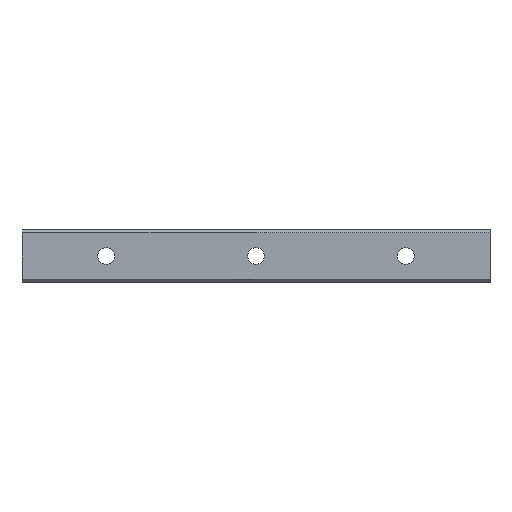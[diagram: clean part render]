
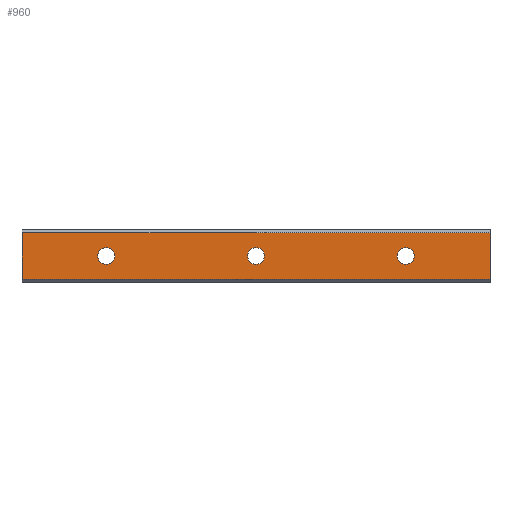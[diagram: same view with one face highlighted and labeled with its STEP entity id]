
A CAD part, front view. The second image highlights one B-rep face of the part: STEP entity #960.
In plain terms, the highlighted planar face has unit normal (0, -1, 0).
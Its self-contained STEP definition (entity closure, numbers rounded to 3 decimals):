
#18 = DIRECTION ( 'NONE',  ( 0., 0., 1. ) ) ;
#39 = AXIS2_PLACEMENT_3D ( 'NONE', #192, #1289, #1678 ) ;
#42 = DIRECTION ( 'NONE',  ( 0., 0., 1. ) ) ;
#43 = EDGE_CURVE ( 'NONE', #447, #1039, #1235, .T. ) ;
#63 = VERTEX_POINT ( 'NONE', #625 ) ;
#73 = VECTOR ( 'NONE', #374, 1000. ) ;
#96 = DIRECTION ( 'NONE',  ( 0., 0., 1. ) ) ;
#97 = LINE ( 'NONE', #1206, #73 ) ;
#151 = CARTESIAN_POINT ( 'NONE',  ( -45., 0., -12.5 ) ) ;
#176 = EDGE_LOOP ( 'NONE', ( #499, #1015 ) ) ;
#181 = CARTESIAN_POINT ( 'NONE',  ( 160., 0., -4.5 ) ) ;
#185 = CARTESIAN_POINT ( 'NONE',  ( 205., 0., -12.5 ) ) ;
#189 = VERTEX_POINT ( 'NONE', #1065 ) ;
#192 = CARTESIAN_POINT ( 'NONE',  ( 0., 0., 0. ) ) ;
#219 = CIRCLE ( 'NONE', #39, 4.5 ) ;
#253 = CARTESIAN_POINT ( 'NONE',  ( 205., 0., 12.5 ) ) ;
#275 = EDGE_LOOP ( 'NONE', ( #1425, #1464, #1455, #1556 ) ) ;
#313 = AXIS2_PLACEMENT_3D ( 'NONE', #1597, #1306, #96 ) ;
#314 = CARTESIAN_POINT ( 'NONE',  ( 160., 0., 0. ) ) ;
#341 = CIRCLE ( 'NONE', #378, 4.5 ) ;
#352 = EDGE_CURVE ( 'NONE', #63, #1451, #341, .T. ) ;
#364 = ORIENTED_EDGE ( 'NONE', *, *, #352, .F. ) ;
#374 = DIRECTION ( 'NONE',  ( 0., 0., -1. ) ) ;
#378 = AXIS2_PLACEMENT_3D ( 'NONE', #314, #1515, #42 ) ;
#386 = CARTESIAN_POINT ( 'NONE',  ( -45., 0., 12.5 ) ) ;
#391 = VERTEX_POINT ( 'NONE', #614 ) ;
#407 = EDGE_CURVE ( 'NONE', #545, #1055, #1160, .T. ) ;
#415 = FACE_BOUND ( 'NONE', #913, .T. ) ;
#425 = FACE_OUTER_BOUND ( 'NONE', #275, .T. ) ;
#427 = AXIS2_PLACEMENT_3D ( 'NONE', #626, #1707, #1041 ) ;
#436 = CARTESIAN_POINT ( 'NONE',  ( 0., 0., 0. ) ) ;
#437 = ORIENTED_EDGE ( 'NONE', *, *, #815, .F. ) ;
#447 = VERTEX_POINT ( 'NONE', #1017 ) ;
#451 = CARTESIAN_POINT ( 'NONE',  ( -45., 0., 12.5 ) ) ;
#453 = CARTESIAN_POINT ( 'NONE',  ( 205., 0., 12.5 ) ) ;
#466 = CARTESIAN_POINT ( 'NONE',  ( 160., 0., 0. ) ) ;
#474 = EDGE_LOOP ( 'NONE', ( #364, #867 ) ) ;
#499 = ORIENTED_EDGE ( 'NONE', *, *, #565, .F. ) ;
#545 = VERTEX_POINT ( 'NONE', #151 ) ;
#559 = CARTESIAN_POINT ( 'NONE',  ( 205., 0., 12.5 ) ) ;
#563 = CIRCLE ( 'NONE', #1636, 4.5 ) ;
#565 = EDGE_CURVE ( 'NONE', #189, #391, #219, .T. ) ;
#573 = LINE ( 'NONE', #185, #1657 ) ;
#577 = DIRECTION ( 'NONE',  ( 0., -1., 0. ) ) ;
#614 = CARTESIAN_POINT ( 'NONE',  ( 0., 0., -4.5 ) ) ;
#625 = CARTESIAN_POINT ( 'NONE',  ( 160., 0., 4.5 ) ) ;
#626 = CARTESIAN_POINT ( 'NONE',  ( 80., 0., 0. ) ) ;
#646 = CARTESIAN_POINT ( 'NONE',  ( 80., 0., -4.5 ) ) ;
#647 = EDGE_CURVE ( 'NONE', #391, #189, #563, .T. ) ;
#664 = EDGE_CURVE ( 'NONE', #1381, #1547, #97, .T. ) ;
#666 = LINE ( 'NONE', #253, #1506 ) ;
#737 = DIRECTION ( 'NONE',  ( 0., 0., 1. ) ) ;
#815 = EDGE_CURVE ( 'NONE', #1039, #447, #966, .T. ) ;
#821 = FACE_BOUND ( 'NONE', #176, .T. ) ;
#822 = EDGE_CURVE ( 'NONE', #1055, #1381, #666, .T. ) ;
#851 = VECTOR ( 'NONE', #737, 1000. ) ;
#867 = ORIENTED_EDGE ( 'NONE', *, *, #1437, .F. ) ;
#913 = EDGE_LOOP ( 'NONE', ( #1585, #437 ) ) ;
#935 = DIRECTION ( 'NONE',  ( 1., 0., 0. ) ) ;
#960 = ADVANCED_FACE ( 'NONE', ( #425, #821, #1635, #415 ), #1093, .F. ) ;
#966 = CIRCLE ( 'NONE', #427, 4.5 ) ;
#977 = AXIS2_PLACEMENT_3D ( 'NONE', #466, #1143, #1561 ) ;
#990 = DIRECTION ( 'NONE',  ( -1., 0., 0. ) ) ;
#1015 = ORIENTED_EDGE ( 'NONE', *, *, #647, .F. ) ;
#1017 = CARTESIAN_POINT ( 'NONE',  ( 80., 0., 4.5 ) ) ;
#1039 = VERTEX_POINT ( 'NONE', #646 ) ;
#1041 = DIRECTION ( 'NONE',  ( 0., 0., 1. ) ) ;
#1055 = VERTEX_POINT ( 'NONE', #386 ) ;
#1065 = CARTESIAN_POINT ( 'NONE',  ( 0., 0., 4.5 ) ) ;
#1093 = PLANE ( 'NONE',  #1346 ) ;
#1099 = CIRCLE ( 'NONE', #977, 4.5 ) ;
#1143 = DIRECTION ( 'NONE',  ( 0., -1., 0. ) ) ;
#1160 = LINE ( 'NONE', #451, #851 ) ;
#1206 = CARTESIAN_POINT ( 'NONE',  ( 205., 0., 12.5 ) ) ;
#1235 = CIRCLE ( 'NONE', #313, 4.5 ) ;
#1289 = DIRECTION ( 'NONE',  ( 0., -1., 0. ) ) ;
#1306 = DIRECTION ( 'NONE',  ( 0., -1., 0. ) ) ;
#1346 = AXIS2_PLACEMENT_3D ( 'NONE', #559, #1631, #1363 ) ;
#1363 = DIRECTION ( 'NONE',  ( 0., 0., 1. ) ) ;
#1381 = VERTEX_POINT ( 'NONE', #453 ) ;
#1425 = ORIENTED_EDGE ( 'NONE', *, *, #1625, .F. ) ;
#1437 = EDGE_CURVE ( 'NONE', #1451, #63, #1099, .T. ) ;
#1451 = VERTEX_POINT ( 'NONE', #181 ) ;
#1455 = ORIENTED_EDGE ( 'NONE', *, *, #822, .F. ) ;
#1464 = ORIENTED_EDGE ( 'NONE', *, *, #664, .F. ) ;
#1506 = VECTOR ( 'NONE', #935, 1000. ) ;
#1515 = DIRECTION ( 'NONE',  ( 0., -1., 0. ) ) ;
#1547 = VERTEX_POINT ( 'NONE', #1671 ) ;
#1556 = ORIENTED_EDGE ( 'NONE', *, *, #407, .F. ) ;
#1561 = DIRECTION ( 'NONE',  ( 0., 0., 1. ) ) ;
#1585 = ORIENTED_EDGE ( 'NONE', *, *, #43, .F. ) ;
#1597 = CARTESIAN_POINT ( 'NONE',  ( 80., 0., 0. ) ) ;
#1625 = EDGE_CURVE ( 'NONE', #1547, #545, #573, .T. ) ;
#1631 = DIRECTION ( 'NONE',  ( 0., 1., 0. ) ) ;
#1635 = FACE_BOUND ( 'NONE', #474, .T. ) ;
#1636 = AXIS2_PLACEMENT_3D ( 'NONE', #436, #577, #18 ) ;
#1657 = VECTOR ( 'NONE', #990, 1000. ) ;
#1671 = CARTESIAN_POINT ( 'NONE',  ( 205., 0., -12.5 ) ) ;
#1678 = DIRECTION ( 'NONE',  ( 0., 0., 1. ) ) ;
#1707 = DIRECTION ( 'NONE',  ( 0., -1., 0. ) ) ;
